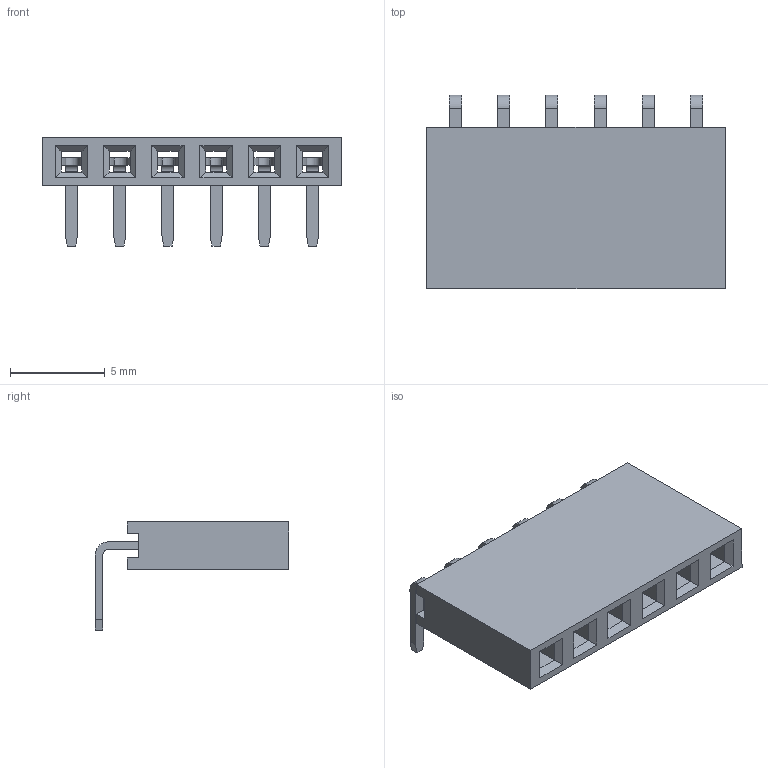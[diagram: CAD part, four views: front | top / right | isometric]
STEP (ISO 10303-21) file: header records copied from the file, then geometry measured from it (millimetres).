
FILE_DESCRIPTION (( 'STEP AP214' ), '1' );
FILE_NAME ('HDR-TH_6P-P2.54-H-F-W10.0-N.STEP', '2022-03-13T05:11:50', ( 'Sky123.Org' ), ( 'Sky123.Org' ), 'SwSTEP 2.0', 'SolidWorks 2017', '' );
FILE_SCHEMA (( 'AUTOMOTIVE_DESIGN' ));
Length unit declared in the file: millimetre
Products named in the file (1): HDR-TH_6P-P2.54-H-F-W10.0-N
Bounding box: 15.74 x 10.2 x 5.7 mm (x, y, z)
Volume: 281.4 mm3; surface area: 716.5 mm2
Topology: 1 solids, 1 shells, 225 faces, 624 edges, 408 vertices
Faces by surface type: plane 181, cylinder 30, bspline 14
Entity records: 9696 total; most frequent: CARTESIAN_POINT 2056, ORIENTED_EDGE 1248, DIRECTION 1080, EDGE_CURVE 624, LINE 536, VECTOR 536, VERTEX_POINT 408, AXIS2_PLACEMENT_3D 272
